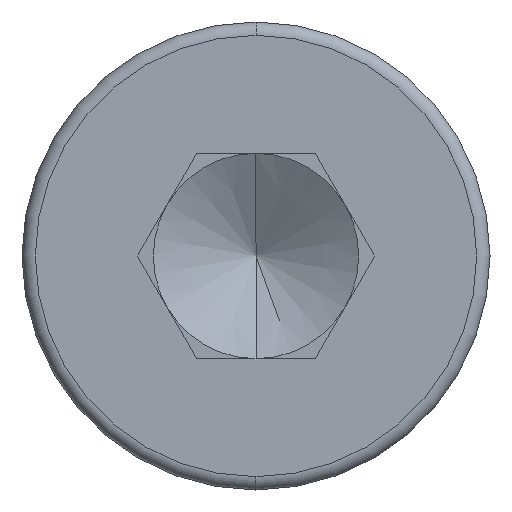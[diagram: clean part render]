
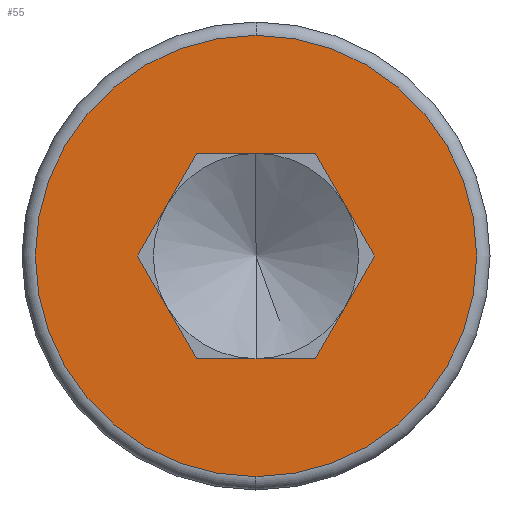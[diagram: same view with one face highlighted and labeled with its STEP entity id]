
A CAD part, left-side view. The second image highlights one B-rep face of the part: STEP entity #55.
In plain terms, the highlighted planar face has unit normal (-1, 0, 0).
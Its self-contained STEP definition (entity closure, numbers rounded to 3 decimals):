
#6 = EDGE_CURVE ( 'NONE', #344, #607, #125, .T. ) ;
#18 = VERTEX_POINT ( 'NONE', #698 ) ;
#19 = CARTESIAN_POINT ( 'NONE',  ( 0., -0.887, 1.535 ) ) ;
#30 = CARTESIAN_POINT ( 'NONE',  ( 0., 0., 3.3 ) ) ;
#55 = ADVANCED_FACE ( 'NONE', ( #468, #61 ), #171, .T. ) ;
#61 = FACE_OUTER_BOUND ( 'NONE', #272, .T. ) ;
#69 = CARTESIAN_POINT ( 'NONE',  ( 0., 0.887, 1.535 ) ) ;
#87 = DIRECTION ( 'NONE',  ( 0., 0.5, -0.866 ) ) ;
#103 = EDGE_CURVE ( 'NONE', #18, #296, #580, .T. ) ;
#112 = ORIENTED_EDGE ( 'NONE', *, *, #558, .T. ) ;
#125 = CIRCLE ( 'NONE', #608, 3.3 ) ;
#135 = VECTOR ( 'NONE', #136, 1000. ) ;
#136 = DIRECTION ( 'NONE',  ( 0., -0.5, -0.866 ) ) ;
#144 = LINE ( 'NONE', #505, #591 ) ;
#161 = DIRECTION ( 'NONE',  ( 0., -0.5, 0.866 ) ) ;
#164 = DIRECTION ( 'NONE',  ( -1., 0., 0. ) ) ;
#171 = PLANE ( 'NONE',  #514 ) ;
#180 = ORIENTED_EDGE ( 'NONE', *, *, #352, .T. ) ;
#193 = CARTESIAN_POINT ( 'NONE',  ( 0., -1.773, 0. ) ) ;
#199 = ORIENTED_EDGE ( 'NONE', *, *, #103, .F. ) ;
#224 = CARTESIAN_POINT ( 'NONE',  ( 0., -0.887, 1.535 ) ) ;
#226 = DIRECTION ( 'NONE',  ( 0., 1., 0. ) ) ;
#230 = LINE ( 'NONE', #224, #443 ) ;
#259 = DIRECTION ( 'NONE',  ( 0., -0.5, -0.866 ) ) ;
#272 = EDGE_LOOP ( 'NONE', ( #382, #714 ) ) ;
#288 = DIRECTION ( 'NONE',  ( 0., -1., 0. ) ) ;
#291 = DIRECTION ( 'NONE',  ( -1., 0., 0. ) ) ;
#296 = VERTEX_POINT ( 'NONE', #663 ) ;
#335 = CARTESIAN_POINT ( 'NONE',  ( 0., 0.887, -1.536 ) ) ;
#344 = VERTEX_POINT ( 'NONE', #30 ) ;
#352 = EDGE_CURVE ( 'NONE', #603, #296, #144, .T. ) ;
#366 = LINE ( 'NONE', #19, #135 ) ;
#382 = ORIENTED_EDGE ( 'NONE', *, *, #6, .T. ) ;
#394 = CARTESIAN_POINT ( 'NONE',  ( 0., -0.887, 1.535 ) ) ;
#405 = VERTEX_POINT ( 'NONE', #394 ) ;
#406 = EDGE_CURVE ( 'NONE', #405, #543, #230, .T. ) ;
#412 = EDGE_LOOP ( 'NONE', ( #489, #677, #112, #180, #199, #734 ) ) ;
#432 = CARTESIAN_POINT ( 'NONE',  ( 0., 1.773, 0. ) ) ;
#441 = VERTEX_POINT ( 'NONE', #633 ) ;
#443 = VECTOR ( 'NONE', #226, 1000. ) ;
#444 = LINE ( 'NONE', #432, #523 ) ;
#445 = VECTOR ( 'NONE', #288, 1000. ) ;
#451 = LINE ( 'NONE', #689, #661 ) ;
#455 = CARTESIAN_POINT ( 'NONE',  ( 0., 0., 0. ) ) ;
#459 = DIRECTION ( 'NONE',  ( 0., 0., 1. ) ) ;
#461 = DIRECTION ( 'NONE',  ( 0., 0., 1. ) ) ;
#465 = EDGE_CURVE ( 'NONE', #607, #344, #669, .T. ) ;
#468 = FACE_BOUND ( 'NONE', #412, .T. ) ;
#489 = ORIENTED_EDGE ( 'NONE', *, *, #504, .T. ) ;
#504 = EDGE_CURVE ( 'NONE', #441, #543, #451, .T. ) ;
#505 = CARTESIAN_POINT ( 'NONE',  ( 0., -1.773, 0. ) ) ;
#514 = AXIS2_PLACEMENT_3D ( 'NONE', #455, #164, #645 ) ;
#523 = VECTOR ( 'NONE', #259, 1000. ) ;
#543 = VERTEX_POINT ( 'NONE', #69 ) ;
#558 = EDGE_CURVE ( 'NONE', #405, #603, #366, .T. ) ;
#568 = AXIS2_PLACEMENT_3D ( 'NONE', #694, #644, #461 ) ;
#570 = CARTESIAN_POINT ( 'NONE',  ( 0., 0., 0. ) ) ;
#580 = LINE ( 'NONE', #335, #445 ) ;
#591 = VECTOR ( 'NONE', #87, 1000. ) ;
#603 = VERTEX_POINT ( 'NONE', #193 ) ;
#607 = VERTEX_POINT ( 'NONE', #647 ) ;
#608 = AXIS2_PLACEMENT_3D ( 'NONE', #570, #291, #459 ) ;
#633 = CARTESIAN_POINT ( 'NONE',  ( 0., 1.773, 0. ) ) ;
#644 = DIRECTION ( 'NONE',  ( -1., 0., 0. ) ) ;
#645 = DIRECTION ( 'NONE',  ( 0., 0., 1. ) ) ;
#647 = CARTESIAN_POINT ( 'NONE',  ( 0., 0., -3.3 ) ) ;
#661 = VECTOR ( 'NONE', #161, 1000. ) ;
#663 = CARTESIAN_POINT ( 'NONE',  ( 0., -0.887, -1.536 ) ) ;
#669 = CIRCLE ( 'NONE', #568, 3.3 ) ;
#677 = ORIENTED_EDGE ( 'NONE', *, *, #406, .F. ) ;
#683 = EDGE_CURVE ( 'NONE', #441, #18, #444, .T. ) ;
#689 = CARTESIAN_POINT ( 'NONE',  ( 0., 1.773, 0. ) ) ;
#694 = CARTESIAN_POINT ( 'NONE',  ( 0., 0., 0. ) ) ;
#698 = CARTESIAN_POINT ( 'NONE',  ( 0., 0.887, -1.536 ) ) ;
#714 = ORIENTED_EDGE ( 'NONE', *, *, #465, .T. ) ;
#734 = ORIENTED_EDGE ( 'NONE', *, *, #683, .F. ) ;
